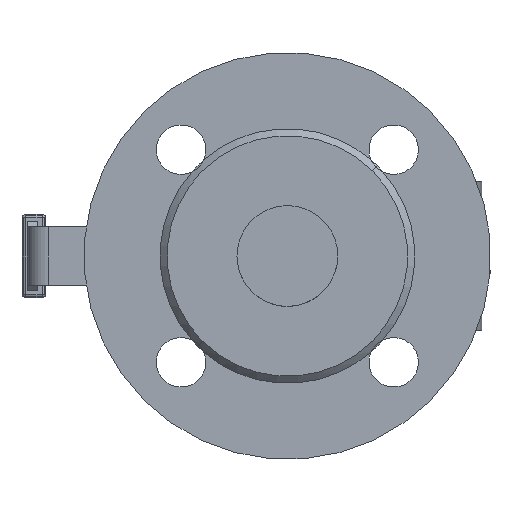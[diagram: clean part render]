
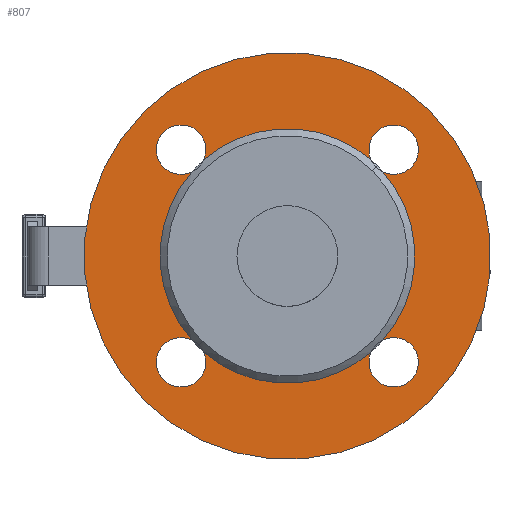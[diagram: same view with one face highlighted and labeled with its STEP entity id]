
A CAD part, left-side view. The second image highlights one B-rep face of the part: STEP entity #807.
In plain terms, the highlighted planar face has unit normal (-1, 0, 0).
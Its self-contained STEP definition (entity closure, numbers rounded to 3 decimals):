
#807=ADVANCED_FACE('',(#1776,#1777),#1778,.T.);
#1776=FACE_OUTER_BOUND('',#2922,.T.);
#1777=FACE_BOUND('',#2923,.T.);
#1778=PLANE('',#2924);
#2922=EDGE_LOOP('',(#5319,#5320));
#2923=EDGE_LOOP('',(#5321,#5322,#5323,#5324,#5325,#5326,#5327,#5328,#5329,#5330,#5331,#5332,#5333,#5334));
#2924=AXIS2_PLACEMENT_3D('',#5335,#5336,#5337);
#5319=ORIENTED_EDGE('',*,*,#6954,.F.);
#5320=ORIENTED_EDGE('',*,*,#7630,.F.);
#5321=ORIENTED_EDGE('',*,*,#7632,.T.);
#5322=ORIENTED_EDGE('',*,*,#6917,.T.);
#5323=ORIENTED_EDGE('',*,*,#6950,.T.);
#5324=ORIENTED_EDGE('',*,*,#7633,.T.);
#5325=ORIENTED_EDGE('',*,*,#6935,.T.);
#5326=ORIENTED_EDGE('',*,*,#7634,.T.);
#5327=ORIENTED_EDGE('',*,*,#6948,.T.);
#5328=ORIENTED_EDGE('',*,*,#6929,.T.);
#5329=ORIENTED_EDGE('',*,*,#7635,.T.);
#5330=ORIENTED_EDGE('',*,*,#7636,.T.);
#5331=ORIENTED_EDGE('',*,*,#6922,.T.);
#5332=ORIENTED_EDGE('',*,*,#7637,.T.);
#5333=ORIENTED_EDGE('',*,*,#6924,.T.);
#5334=ORIENTED_EDGE('',*,*,#7638,.T.);
#5335=CARTESIAN_POINT('',(-84.,33.057,-33.057));
#5336=DIRECTION('',(-1.0,0.,0.));
#5337=DIRECTION('',(0.,0.0,1.0));
#6917=EDGE_CURVE('',#8310,#8308,#8311,.T.);
#6922=EDGE_CURVE('',#8319,#8316,#8320,.T.);
#6924=EDGE_CURVE('',#8323,#8321,#8324,.T.);
#6929=EDGE_CURVE('',#8332,#8329,#8333,.T.);
#6935=EDGE_CURVE('',#8343,#8340,#8344,.T.);
#6948=EDGE_CURVE('',#8364,#8332,#8365,.T.);
#6950=EDGE_CURVE('',#8308,#8366,#8368,.T.);
#6954=EDGE_CURVE('',#8371,#8374,#8375,.T.);
#7630=EDGE_CURVE('',#8374,#8371,#9377,.T.);
#7632=EDGE_CURVE('',#9379,#8310,#9380,.T.);
#7633=EDGE_CURVE('',#8366,#8343,#9381,.T.);
#7634=EDGE_CURVE('',#8340,#8364,#9382,.T.);
#7635=EDGE_CURVE('',#8329,#9383,#9384,.T.);
#7636=EDGE_CURVE('',#9383,#8319,#9385,.T.);
#7637=EDGE_CURVE('',#8316,#8323,#9386,.T.);
#7638=EDGE_CURVE('',#8321,#9379,#9387,.T.);
#8308=VERTEX_POINT('',#10323);
#8310=VERTEX_POINT('',#10325);
#8311=CIRCLE('',#10326,7.0);
#8316=VERTEX_POINT('',#10332);
#8319=VERTEX_POINT('',#10336);
#8320=CIRCLE('',#10337,7.0);
#8321=VERTEX_POINT('',#10338);
#8323=VERTEX_POINT('',#10340);
#8324=CIRCLE('',#10341,7.0);
#8329=VERTEX_POINT('',#10347);
#8332=VERTEX_POINT('',#10351);
#8333=CIRCLE('',#10352,7.0);
#8340=VERTEX_POINT('',#10360);
#8343=VERTEX_POINT('',#10364);
#8344=CIRCLE('',#10365,7.0);
#8364=VERTEX_POINT('',#10388);
#8365=CIRCLE('',#10389,36.0);
#8366=VERTEX_POINT('',#10390);
#8368=CIRCLE('',#10392,36.0);
#8371=VERTEX_POINT('',#10395);
#8374=VERTEX_POINT('',#10399);
#8375=CIRCLE('',#10400,57.5);
#9377=CIRCLE('',#12087,57.5);
#9379=VERTEX_POINT('',#12089);
#9380=CIRCLE('',#12090,7.0);
#9381=CIRCLE('',#12091,7.0);
#9382=CIRCLE('',#12092,7.0);
#9383=VERTEX_POINT('',#12093);
#9384=CIRCLE('',#12094,7.0);
#9385=CIRCLE('',#12095,36.0);
#9386=CIRCLE('',#12096,7.0);
#9387=CIRCLE('',#12097,36.0);
#10323=CARTESIAN_POINT('',(-84.,27.09,-23.71));
#10325=CARTESIAN_POINT('',(-84.,35.002,-35.002));
#10326=AXIS2_PLACEMENT_3D('',#13293,#13294,#13295);
#10332=CARTESIAN_POINT('',(-84.,-35.002,-25.102));
#10336=CARTESIAN_POINT('',(-84.,-27.09,-23.71));
#10337=AXIS2_PLACEMENT_3D('',#13301,#13302,#13303);
#10338=CARTESIAN_POINT('',(-84.,-23.71,-27.09));
#10340=CARTESIAN_POINT('',(-84.,-25.102,-35.002));
#10341=AXIS2_PLACEMENT_3D('',#13307,#13308,#13309);
#10347=CARTESIAN_POINT('',(-84.,-35.002,35.002));
#10351=CARTESIAN_POINT('',(-84.,-23.71,27.09));
#10352=AXIS2_PLACEMENT_3D('',#13315,#13316,#13317);
#10360=CARTESIAN_POINT('',(-84.,25.102,35.002));
#10364=CARTESIAN_POINT('',(-84.,35.002,25.102));
#10365=AXIS2_PLACEMENT_3D('',#13326,#13327,#13328);
#10388=CARTESIAN_POINT('',(-84.,23.71,27.09));
#10389=AXIS2_PLACEMENT_3D('',#13353,#13354,#13355);
#10390=CARTESIAN_POINT('',(-84.,27.09,23.71));
#10392=AXIS2_PLACEMENT_3D('',#13359,#13360,#13361);
#10395=CARTESIAN_POINT('',(-84.,40.659,-40.659));
#10399=CARTESIAN_POINT('',(-84.,-40.659,40.659));
#10400=AXIS2_PLACEMENT_3D('',#13366,#13367,#13368);
#12087=AXIS2_PLACEMENT_3D('',#14016,#14017,#14018);
#12089=CARTESIAN_POINT('',(-84.,23.71,-27.09));
#12090=AXIS2_PLACEMENT_3D('',#14019,#14020,#14021);
#12091=AXIS2_PLACEMENT_3D('',#14022,#14023,#14024);
#12092=AXIS2_PLACEMENT_3D('',#14025,#14026,#14027);
#12093=CARTESIAN_POINT('',(-84.,-27.09,23.71));
#12094=AXIS2_PLACEMENT_3D('',#14028,#14029,#14030);
#12095=AXIS2_PLACEMENT_3D('',#14031,#14032,#14033);
#12096=AXIS2_PLACEMENT_3D('',#14034,#14035,#14036);
#12097=AXIS2_PLACEMENT_3D('',#14037,#14038,#14039);
#13293=CARTESIAN_POINT('',(-84.,30.052,-30.052));
#13294=DIRECTION('',(1.0,0.,0.));
#13295=DIRECTION('',(0.,-0.707,0.707));
#13301=CARTESIAN_POINT('',(-84.,-30.052,-30.052));
#13302=DIRECTION('',(1.0,0.,0.));
#13303=DIRECTION('',(0.,-0.707,0.707));
#13307=CARTESIAN_POINT('',(-84.,-30.052,-30.052));
#13308=DIRECTION('',(1.0,0.,0.));
#13309=DIRECTION('',(0.,-0.707,0.707));
#13315=CARTESIAN_POINT('',(-84.,-30.052,30.052));
#13316=DIRECTION('',(1.0,0.,0.));
#13317=DIRECTION('',(0.,-0.707,0.707));
#13326=CARTESIAN_POINT('',(-84.,30.052,30.052));
#13327=DIRECTION('',(1.0,0.,0.));
#13328=DIRECTION('',(0.,-0.707,0.707));
#13353=CARTESIAN_POINT('',(-84.,0.,0.));
#13354=DIRECTION('',(1.0,0.,0.));
#13355=DIRECTION('',(0.,0.707,-0.707));
#13359=CARTESIAN_POINT('',(-84.,0.,0.));
#13360=DIRECTION('',(1.0,0.,0.));
#13361=DIRECTION('',(0.,0.707,-0.707));
#13366=CARTESIAN_POINT('',(-84.,0.,0.));
#13367=DIRECTION('',(1.0,0.,0.));
#13368=DIRECTION('',(0.,0.707,-0.707));
#14016=CARTESIAN_POINT('',(-84.,0.,0.));
#14017=DIRECTION('',(1.0,0.,0.));
#14018=DIRECTION('',(0.,0.707,-0.707));
#14019=CARTESIAN_POINT('',(-84.,30.052,-30.052));
#14020=DIRECTION('',(1.0,0.,0.));
#14021=DIRECTION('',(0.,-0.707,0.707));
#14022=CARTESIAN_POINT('',(-84.,30.052,30.052));
#14023=DIRECTION('',(1.0,0.,0.));
#14024=DIRECTION('',(0.,-0.707,0.707));
#14025=CARTESIAN_POINT('',(-84.,30.052,30.052));
#14026=DIRECTION('',(1.0,0.,0.));
#14027=DIRECTION('',(0.,-0.707,0.707));
#14028=CARTESIAN_POINT('',(-84.,-30.052,30.052));
#14029=DIRECTION('',(1.0,0.,0.));
#14030=DIRECTION('',(0.,-0.707,0.707));
#14031=CARTESIAN_POINT('',(-84.,0.,0.));
#14032=DIRECTION('',(1.0,0.,0.));
#14033=DIRECTION('',(0.,0.707,-0.707));
#14034=CARTESIAN_POINT('',(-84.,-30.052,-30.052));
#14035=DIRECTION('',(1.0,0.,0.));
#14036=DIRECTION('',(0.,-0.707,0.707));
#14037=CARTESIAN_POINT('',(-84.,0.,0.));
#14038=DIRECTION('',(1.0,0.,0.));
#14039=DIRECTION('',(0.,0.707,-0.707));
